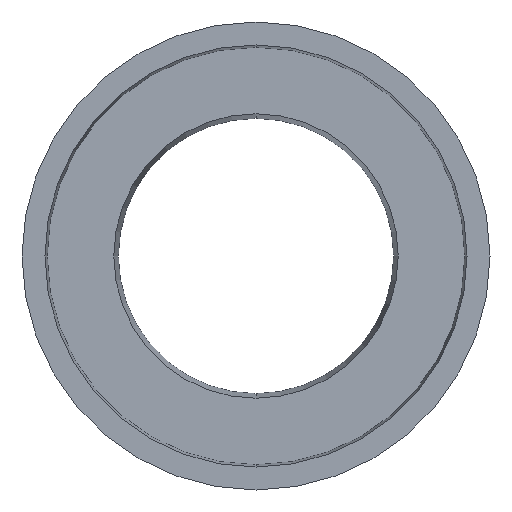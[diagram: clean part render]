
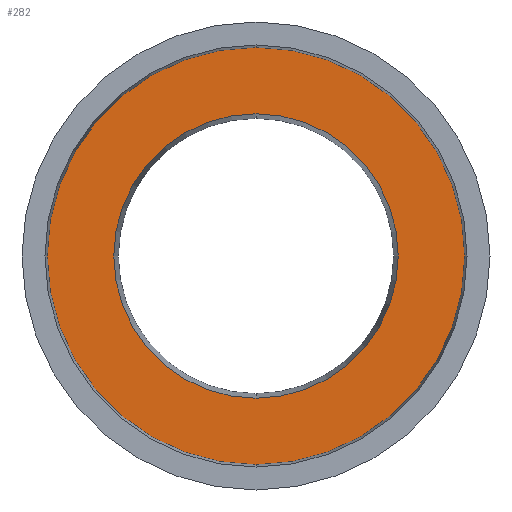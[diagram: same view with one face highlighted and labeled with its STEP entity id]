
A CAD part, front view. The second image highlights one B-rep face of the part: STEP entity #282.
In plain terms, the highlighted planar face has unit normal (0, -1, 0).
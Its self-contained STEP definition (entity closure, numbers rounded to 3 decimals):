
#1 = PLANE ( 'NONE',  #23 ) ;
#6 = EDGE_CURVE ( 'NONE', #225, #198, #130, .T. ) ;
#9 = FACE_OUTER_BOUND ( 'NONE', #29, .T. ) ;
#12 = CIRCLE ( 'NONE', #108, 310. ) ;
#13 = ORIENTED_EDGE ( 'NONE', *, *, #101, .F. ) ;
#17 = VERTEX_POINT ( 'NONE', #64 ) ;
#23 = AXIS2_PLACEMENT_3D ( 'NONE', #31, #50, #192 ) ;
#27 = DIRECTION ( 'NONE',  ( 0., 0., -1. ) ) ;
#29 = EDGE_LOOP ( 'NONE', ( #253, #191 ) ) ;
#31 = CARTESIAN_POINT ( 'NONE',  ( -455., 45., 0. ) ) ;
#38 = DIRECTION ( 'NONE',  ( 0., -1., 0. ) ) ;
#50 = DIRECTION ( 'NONE',  ( 0., 1., 0. ) ) ;
#52 = AXIS2_PLACEMENT_3D ( 'NONE', #150, #237, #170 ) ;
#64 = CARTESIAN_POINT ( 'NONE',  ( 0., 45., -310. ) ) ;
#73 = CARTESIAN_POINT ( 'NONE',  ( 0., 45., 0. ) ) ;
#78 = CARTESIAN_POINT ( 'NONE',  ( 0., 45., 455. ) ) ;
#101 = EDGE_CURVE ( 'NONE', #288, #17, #153, .T. ) ;
#104 = CIRCLE ( 'NONE', #52, 455. ) ;
#108 = AXIS2_PLACEMENT_3D ( 'NONE', #148, #218, #27 ) ;
#130 = CIRCLE ( 'NONE', #174, 455. ) ;
#148 = CARTESIAN_POINT ( 'NONE',  ( 0., 45., 0. ) ) ;
#149 = ORIENTED_EDGE ( 'NONE', *, *, #217, .F. ) ;
#150 = CARTESIAN_POINT ( 'NONE',  ( 0., 45., 0. ) ) ;
#153 = CIRCLE ( 'NONE', #188, 310. ) ;
#167 = EDGE_LOOP ( 'NONE', ( #149, #13 ) ) ;
#168 = CARTESIAN_POINT ( 'NONE',  ( 0., 45., -455. ) ) ;
#170 = DIRECTION ( 'NONE',  ( 0., 0., -1. ) ) ;
#174 = AXIS2_PLACEMENT_3D ( 'NONE', #271, #38, #201 ) ;
#188 = AXIS2_PLACEMENT_3D ( 'NONE', #73, #272, #276 ) ;
#191 = ORIENTED_EDGE ( 'NONE', *, *, #6, .T. ) ;
#192 = DIRECTION ( 'NONE',  ( 0., 0., 1. ) ) ;
#198 = VERTEX_POINT ( 'NONE', #168 ) ;
#201 = DIRECTION ( 'NONE',  ( 0., 0., -1. ) ) ;
#217 = EDGE_CURVE ( 'NONE', #17, #288, #12, .T. ) ;
#218 = DIRECTION ( 'NONE',  ( 0., -1., 0. ) ) ;
#225 = VERTEX_POINT ( 'NONE', #78 ) ;
#237 = DIRECTION ( 'NONE',  ( 0., -1., 0. ) ) ;
#240 = CARTESIAN_POINT ( 'NONE',  ( 0., 45., 310. ) ) ;
#253 = ORIENTED_EDGE ( 'NONE', *, *, #269, .T. ) ;
#257 = FACE_BOUND ( 'NONE', #167, .T. ) ;
#269 = EDGE_CURVE ( 'NONE', #198, #225, #104, .T. ) ;
#271 = CARTESIAN_POINT ( 'NONE',  ( 0., 45., 0. ) ) ;
#272 = DIRECTION ( 'NONE',  ( 0., -1., 0. ) ) ;
#276 = DIRECTION ( 'NONE',  ( 0., 0., -1. ) ) ;
#282 = ADVANCED_FACE ( 'NONE', ( #257, #9 ), #1, .F. ) ;
#288 = VERTEX_POINT ( 'NONE', #240 ) ;
